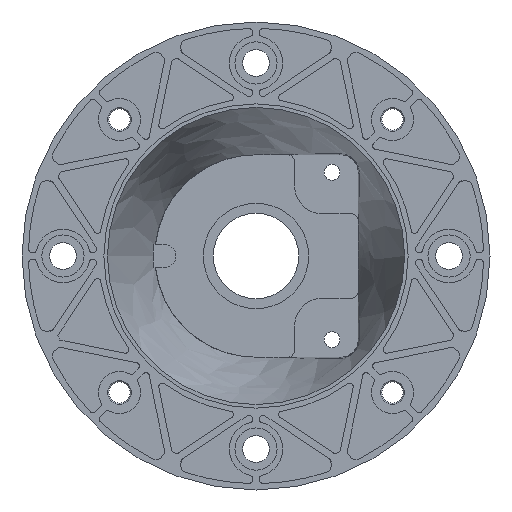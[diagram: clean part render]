
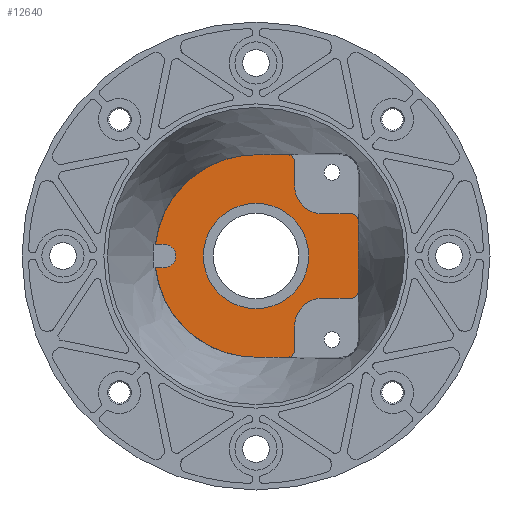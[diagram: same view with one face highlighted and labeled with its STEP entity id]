
A CAD part, left-side view. The second image highlights one B-rep face of the part: STEP entity #12640.
In plain terms, the highlighted planar face has unit normal (-1, 0, 0).
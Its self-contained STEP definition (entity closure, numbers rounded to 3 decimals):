
#11756=CARTESIAN_POINT('',(48.801,-38.331,22.5));
#11757=VERTEX_POINT('',#11756);
#11764=CARTESIAN_POINT('',(48.801,-38.331,-22.5));
#11765=VERTEX_POINT('',#11764);
#11766=CARTESIAN_POINT('',(48.801,-38.331,0.0));
#11767=DIRECTION('',(-1.0,0.0,0.0));
#11768=DIRECTION('',(0.0,0.0,1.0));
#11769=AXIS2_PLACEMENT_3D('',#11766,#11767,#11768);
#11770=CIRCLE('',#11769,22.5);
#11771=EDGE_CURVE('',#11757,#11765,#11770,.T.);
#11773=CARTESIAN_POINT('',(48.801,-38.331,0.0));
#11774=DIRECTION('',(-1.0,0.0,0.0));
#11775=DIRECTION('',(0.0,0.0,1.0));
#11776=AXIS2_PLACEMENT_3D('',#11773,#11774,#11775);
#11777=CIRCLE('',#11776,22.5);
#11778=EDGE_CURVE('',#11765,#11757,#11777,.T.);
#12476=CARTESIAN_POINT('',(48.801,4.938,-43.268));
#12477=DIRECTION('',(1.0,0.0,0.0));
#12478=DIRECTION('',(0.0,0.0,1.0));
#12479=AXIS2_PLACEMENT_3D('',#12476,#12477,#12478);
#12480=PLANE('',#12479);
#12481=CARTESIAN_POINT('',(48.801,-79.016,-18.));
#12482=VERTEX_POINT('',#12481);
#12483=CARTESIAN_POINT('',(48.801,-66.831,-18.));
#12484=VERTEX_POINT('',#12483);
#12485=CARTESIAN_POINT('',(48.801,-79.016,-18.));
#12486=DIRECTION('',(0.0,1.,0.));
#12487=VECTOR('',#12486,12.186);
#12488=LINE('',#12485,#12487);
#12489=EDGE_CURVE('',#12482,#12484,#12488,.T.);
#12490=ORIENTED_EDGE('',*,*,#12489,.F.);
#12491=CARTESIAN_POINT('',(48.801,-82.016,-15.));
#12492=VERTEX_POINT('',#12491);
#12493=CARTESIAN_POINT('',(48.801,-79.016,-15.));
#12494=DIRECTION('',(1.0,0.0,0.0));
#12495=DIRECTION('',(0.0,0.0,1.0));
#12496=AXIS2_PLACEMENT_3D('',#12493,#12494,#12495);
#12497=CIRCLE('',#12496,3.);
#12498=EDGE_CURVE('',#12492,#12482,#12497,.T.);
#12499=ORIENTED_EDGE('',*,*,#12498,.F.);
#12500=CARTESIAN_POINT('',(48.801,-82.016,15.));
#12501=VERTEX_POINT('',#12500);
#12502=CARTESIAN_POINT('',(48.801,-82.016,-15.));
#12503=DIRECTION('',(0.0,0.0,1.0));
#12504=VECTOR('',#12503,30.);
#12505=LINE('',#12502,#12504);
#12506=EDGE_CURVE('',#12492,#12501,#12505,.T.);
#12507=ORIENTED_EDGE('',*,*,#12506,.T.);
#12508=CARTESIAN_POINT('',(48.801,-79.016,18.));
#12509=VERTEX_POINT('',#12508);
#12510=CARTESIAN_POINT('',(48.801,-79.016,15.));
#12511=DIRECTION('',(1.0,0.0,0.0));
#12512=DIRECTION('',(0.0,0.0,1.0));
#12513=AXIS2_PLACEMENT_3D('',#12510,#12511,#12512);
#12514=CIRCLE('',#12513,3.);
#12515=EDGE_CURVE('',#12509,#12501,#12514,.T.);
#12516=ORIENTED_EDGE('',*,*,#12515,.F.);
#12517=CARTESIAN_POINT('',(48.801,-66.831,18.));
#12518=VERTEX_POINT('',#12517);
#12519=CARTESIAN_POINT('',(48.801,-66.831,18.));
#12520=DIRECTION('',(0.0,-1.,0.));
#12521=VECTOR('',#12520,12.186);
#12522=LINE('',#12519,#12521);
#12523=EDGE_CURVE('',#12518,#12509,#12522,.T.);
#12524=ORIENTED_EDGE('',*,*,#12523,.F.);
#12525=CARTESIAN_POINT('',(48.801,-54.831,30.));
#12526=VERTEX_POINT('',#12525);
#12527=CARTESIAN_POINT('',(48.801,-66.831,30.));
#12528=DIRECTION('',(-1.0,0.0,0.0));
#12529=DIRECTION('',(0.0,0.0,1.0));
#12530=AXIS2_PLACEMENT_3D('',#12527,#12528,#12529);
#12531=CIRCLE('',#12530,12.);
#12532=EDGE_CURVE('',#12526,#12518,#12531,.T.);
#12533=ORIENTED_EDGE('',*,*,#12532,.F.);
#12534=CARTESIAN_POINT('',(48.801,-54.831,40.257));
#12535=VERTEX_POINT('',#12534);
#12536=CARTESIAN_POINT('',(48.801,-54.831,40.257));
#12537=DIRECTION('',(0.0,0.0,-1.0));
#12538=VECTOR('',#12537,10.257);
#12539=LINE('',#12536,#12538);
#12540=EDGE_CURVE('',#12535,#12526,#12539,.T.);
#12541=ORIENTED_EDGE('',*,*,#12540,.F.);
#12542=CARTESIAN_POINT('',(48.801,-51.831,43.257));
#12543=VERTEX_POINT('',#12542);
#12544=CARTESIAN_POINT('',(48.801,-51.831,40.257));
#12545=DIRECTION('',(1.0,0.0,0.0));
#12546=DIRECTION('',(0.0,0.0,1.0));
#12547=AXIS2_PLACEMENT_3D('',#12544,#12545,#12546);
#12548=CIRCLE('',#12547,3.);
#12549=EDGE_CURVE('',#12543,#12535,#12548,.T.);
#12550=ORIENTED_EDGE('',*,*,#12549,.F.);
#12551=CARTESIAN_POINT('',(48.801,-38.331,43.257));
#12552=VERTEX_POINT('',#12551);
#12553=CARTESIAN_POINT('',(48.801,-51.831,43.257));
#12554=DIRECTION('',(0.0,1.0,0.0));
#12555=VECTOR('',#12554,13.5);
#12556=LINE('',#12553,#12555);
#12557=EDGE_CURVE('',#12543,#12552,#12556,.T.);
#12558=ORIENTED_EDGE('',*,*,#12557,.T.);
#12559=CARTESIAN_POINT('',(48.801,4.637,5.));
#12560=VERTEX_POINT('',#12559);
#12561=CARTESIAN_POINT('',(48.801,-38.331,0.));
#12562=DIRECTION('',(-1.0,0.0,0.0));
#12563=DIRECTION('',(0.0,0.0,1.0));
#12564=AXIS2_PLACEMENT_3D('',#12561,#12562,#12563);
#12565=CIRCLE('',#12564,43.257);
#12566=EDGE_CURVE('',#12552,#12560,#12565,.T.);
#12567=ORIENTED_EDGE('',*,*,#12566,.T.);
#12568=CARTESIAN_POINT('',(48.801,0.927,5.));
#12569=VERTEX_POINT('',#12568);
#12570=CARTESIAN_POINT('',(48.801,0.927,5.));
#12571=DIRECTION('',(0.0,1.0,0.0));
#12572=VECTOR('',#12571,3.71);
#12573=LINE('',#12570,#12572);
#12574=EDGE_CURVE('',#12569,#12560,#12573,.T.);
#12575=ORIENTED_EDGE('',*,*,#12574,.F.);
#12576=CARTESIAN_POINT('',(48.801,0.927,-5.));
#12577=VERTEX_POINT('',#12576);
#12578=CARTESIAN_POINT('',(48.801,0.927,0.));
#12579=DIRECTION('',(-1.0,0.0,0.0));
#12580=DIRECTION('',(0.0,0.0,1.0));
#12581=AXIS2_PLACEMENT_3D('',#12578,#12579,#12580);
#12582=CIRCLE('',#12581,5.0);
#12583=EDGE_CURVE('',#12577,#12569,#12582,.T.);
#12584=ORIENTED_EDGE('',*,*,#12583,.F.);
#12585=CARTESIAN_POINT('',(48.801,4.637,-5.));
#12586=VERTEX_POINT('',#12585);
#12587=CARTESIAN_POINT('',(48.801,4.637,-5.));
#12588=DIRECTION('',(0.0,-1.0,0.0));
#12589=VECTOR('',#12588,3.71);
#12590=LINE('',#12587,#12589);
#12591=EDGE_CURVE('',#12586,#12577,#12590,.T.);
#12592=ORIENTED_EDGE('',*,*,#12591,.F.);
#12593=CARTESIAN_POINT('',(48.801,-38.331,-43.257));
#12594=VERTEX_POINT('',#12593);
#12595=CARTESIAN_POINT('',(48.801,-38.331,0.));
#12596=DIRECTION('',(-1.0,0.0,0.0));
#12597=DIRECTION('',(0.0,0.0,1.0));
#12598=AXIS2_PLACEMENT_3D('',#12595,#12596,#12597);
#12599=CIRCLE('',#12598,43.257);
#12600=EDGE_CURVE('',#12586,#12594,#12599,.T.);
#12601=ORIENTED_EDGE('',*,*,#12600,.T.);
#12602=CARTESIAN_POINT('',(48.801,-51.831,-43.257));
#12603=VERTEX_POINT('',#12602);
#12604=CARTESIAN_POINT('',(48.801,-38.331,-43.257));
#12605=DIRECTION('',(0.0,-1.0,0.0));
#12606=VECTOR('',#12605,13.5);
#12607=LINE('',#12604,#12606);
#12608=EDGE_CURVE('',#12594,#12603,#12607,.T.);
#12609=ORIENTED_EDGE('',*,*,#12608,.T.);
#12610=CARTESIAN_POINT('',(48.801,-54.831,-40.257));
#12611=VERTEX_POINT('',#12610);
#12612=CARTESIAN_POINT('',(48.801,-51.831,-40.257));
#12613=DIRECTION('',(1.0,0.0,0.0));
#12614=DIRECTION('',(0.0,0.0,1.0));
#12615=AXIS2_PLACEMENT_3D('',#12612,#12613,#12614);
#12616=CIRCLE('',#12615,3.);
#12617=EDGE_CURVE('',#12611,#12603,#12616,.T.);
#12618=ORIENTED_EDGE('',*,*,#12617,.F.);
#12619=CARTESIAN_POINT('',(48.801,-54.831,-30.));
#12620=VERTEX_POINT('',#12619);
#12621=CARTESIAN_POINT('',(48.801,-54.831,-30.));
#12622=DIRECTION('',(0.0,0.0,-1.0));
#12623=VECTOR('',#12622,10.257);
#12624=LINE('',#12621,#12623);
#12625=EDGE_CURVE('',#12620,#12611,#12624,.T.);
#12626=ORIENTED_EDGE('',*,*,#12625,.F.);
#12627=CARTESIAN_POINT('',(48.801,-66.831,-30.));
#12628=DIRECTION('',(-1.0,0.0,0.0));
#12629=DIRECTION('',(0.0,0.0,1.0));
#12630=AXIS2_PLACEMENT_3D('',#12627,#12628,#12629);
#12631=CIRCLE('',#12630,12.);
#12632=EDGE_CURVE('',#12484,#12620,#12631,.T.);
#12633=ORIENTED_EDGE('',*,*,#12632,.F.);
#12634=EDGE_LOOP('',(#12490,#12499,#12507,#12516,#12524,#12533,#12541,#12550,#12558,#12567,#12575,#12584,#12592,#12601,#12609,#12618,#12626,#12633));
#12635=FACE_OUTER_BOUND('',#12634,.T.);
#12636=ORIENTED_EDGE('',*,*,#11778,.F.);
#12637=ORIENTED_EDGE('',*,*,#11771,.F.);
#12638=EDGE_LOOP('',(#12636,#12637));
#12639=FACE_BOUND('',#12638,.T.);
#12640=ADVANCED_FACE('',(#12635,#12639),#12480,.F.);
